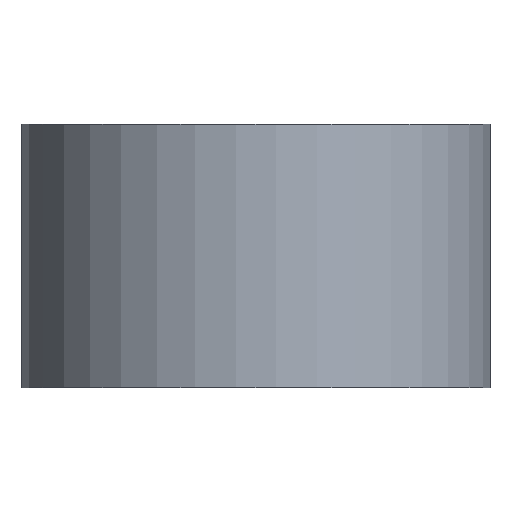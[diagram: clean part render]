
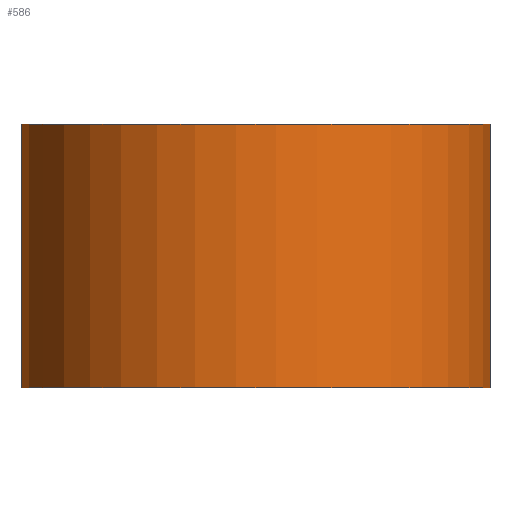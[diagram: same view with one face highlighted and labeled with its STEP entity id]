
A CAD part, front view. The second image highlights one B-rep face of the part: STEP entity #586.
In plain terms, the highlighted cylindrical face has radius 11.3 mm (diameter 22.6 mm), a partial arc.
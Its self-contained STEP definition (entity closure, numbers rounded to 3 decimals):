
#61=FACE_OUTER_BOUND('',#95,.T.);
#95=EDGE_LOOP('',(#468,#469,#470,#471));
#132=CIRCLE('',#649,11.3);
#133=CIRCLE('',#650,11.3);
#184=LINE('',#2241,#221);
#185=LINE('',#2244,#222);
#221=VECTOR('',#753,10.);
#222=VECTOR('',#756,10.);
#282=VERTEX_POINT('',#2237);
#283=VERTEX_POINT('',#2238);
#284=VERTEX_POINT('',#2240);
#285=VERTEX_POINT('',#2242);
#355=EDGE_CURVE('',#282,#283,#132,.T.);
#356=EDGE_CURVE('',#283,#284,#184,.T.);
#357=EDGE_CURVE('',#285,#284,#133,.T.);
#358=EDGE_CURVE('',#282,#285,#185,.T.);
#468=ORIENTED_EDGE('',*,*,#355,.T.);
#469=ORIENTED_EDGE('',*,*,#356,.T.);
#470=ORIENTED_EDGE('',*,*,#357,.F.);
#471=ORIENTED_EDGE('',*,*,#358,.F.);
#568=CYLINDRICAL_SURFACE('',#648,11.3);
#586=ADVANCED_FACE('',(#61),#568,.T.);
#648=AXIS2_PLACEMENT_3D('',#2236,#749,#750);
#649=AXIS2_PLACEMENT_3D('',#2239,#751,#752);
#650=AXIS2_PLACEMENT_3D('',#2243,#754,#755);
#749=DIRECTION('center_axis',(0.,0.,
1.));
#750=DIRECTION('ref_axis',(0.,-1.,0.));
#751=DIRECTION('center_axis',(0.,0.,
1.));
#752=DIRECTION('ref_axis',(0.,-1.,0.));
#753=DIRECTION('',(0.,0.,1.));
#754=DIRECTION('center_axis',(0.,0.,
1.));
#755=DIRECTION('ref_axis',(0.,-1.,0.));
#756=DIRECTION('',(0.,0.,1.));
#2236=CARTESIAN_POINT('Origin',(0.,0.,0.));
#2237=CARTESIAN_POINT('',(-4.763,10.247,0.));
#2238=CARTESIAN_POINT('',(4.763,10.247,0.));
#2239=CARTESIAN_POINT('Origin',(0.,0.,0.));
#2240=CARTESIAN_POINT('',(4.763,10.247,12.7));
#2241=CARTESIAN_POINT('',(4.763,10.247,0.));
#2242=CARTESIAN_POINT('',(-4.763,10.247,12.7));
#2243=CARTESIAN_POINT('Origin',(0.,0.,
12.7));
#2244=CARTESIAN_POINT('',(-4.763,10.247,0.));
